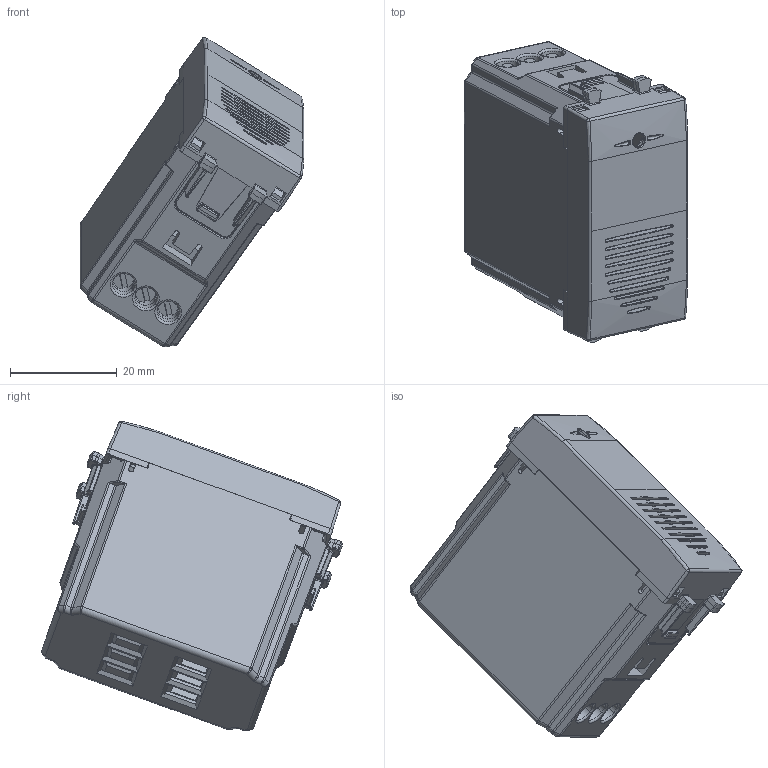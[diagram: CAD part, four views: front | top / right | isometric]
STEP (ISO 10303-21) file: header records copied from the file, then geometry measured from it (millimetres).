
FILE_DESCRIPTION(('CATIA V5 STEP Exchange'),'2;1');
FILE_NAME('441081.stp','2024-02-22T15:34:00+00:00',('none'),('none'),'CATIA Version 5-6 Release 2016 SP6','CATIA V5 STEP AP203','none');
FILE_SCHEMA(('CONFIG_CONTROL_DESIGN'));
Products named in the file (1): 44X081
Assembly tree (4 placements, depth 2):
  44X081
    #57
    #14386
    #16428
    #50655
Bounding box: 41.91 x 56.47 x 58.1 mm (x, y, z)
Volume: 12138 mm3; surface area: 16846.2 mm2
Topology: 3 solids, 3 shells, 1274 faces, 3327 edges, 2027 vertices
Faces by surface type: plane 572, cylinder 328, bspline 184, cone 94, torus 56, sphere 32, extrusion 8
Entity records: 50680 total; most frequent: CARTESIAN_POINT 24161, ORIENTED_EDGE 6530, DIRECTION 3578, EDGE_CURVE 3265, VERTEX_POINT 2018, VECTOR 1489, LINE 1481, B_SPLINE_CURVE_WITH_KNOTS 1403
